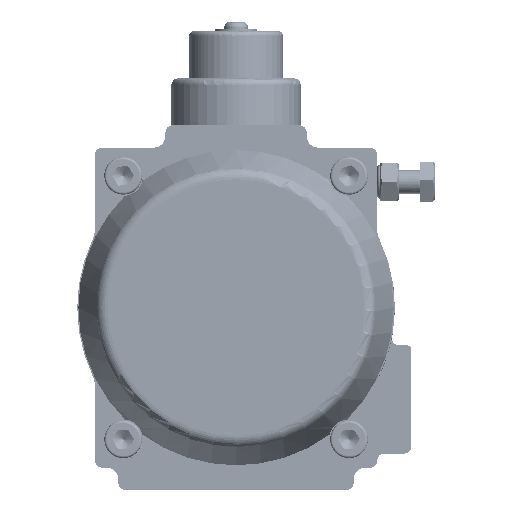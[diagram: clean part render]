
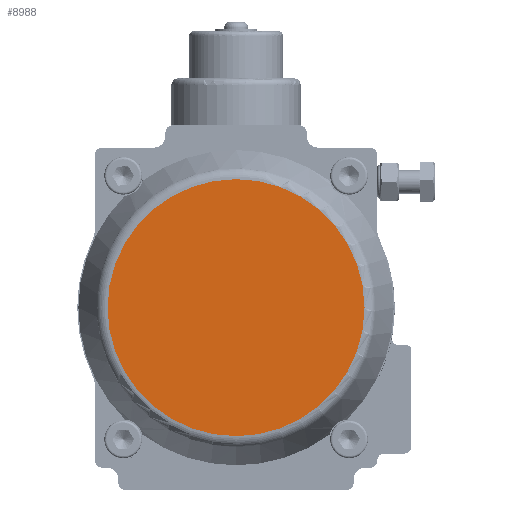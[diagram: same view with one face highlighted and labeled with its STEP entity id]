
A CAD part, front view. The second image highlights one B-rep face of the part: STEP entity #8988.
In plain terms, the highlighted planar face has unit normal (0, -1, 0).
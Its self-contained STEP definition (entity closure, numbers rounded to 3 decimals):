
#6823=FACE_OUTER_BOUND('',#12420,.T.);
#8988=ADVANCED_FACE('',(#6823),#9800,.T.);
#9800=PLANE('',#31002);
#12420=EDGE_LOOP('',(#19207));
#19207=ORIENTED_EDGE('',*,*,#26410,.T.);
#22757=VERTEX_POINT('',#56680);
#26410=EDGE_CURVE('',#22757,#22757,#28289,.T.);
#28289=CIRCLE('',#31001,54.615);
#31001=AXIS2_PLACEMENT_3D('',#56679,#38136,#38137);
#31002=AXIS2_PLACEMENT_3D('',#56681,#38138,#38139);
#38136=DIRECTION('',(0.,-1.,0.));
#38137=DIRECTION('',(0.,0.,-1.));
#38138=DIRECTION('',(0.,-1.,0.));
#38139=DIRECTION('',(0.,0.,-1.));
#56679=CARTESIAN_POINT('',(0.,-35.5,0.));
#56680=CARTESIAN_POINT('',(0.,-35.5,-54.615));
#56681=CARTESIAN_POINT('',(0.,-35.5,0.));
